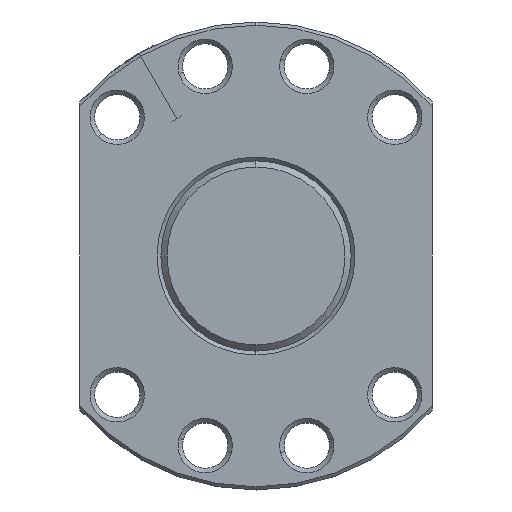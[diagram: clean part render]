
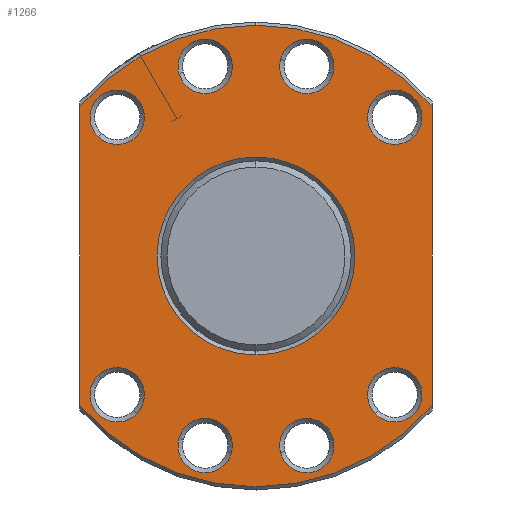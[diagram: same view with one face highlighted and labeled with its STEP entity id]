
A CAD part, left-side view. The second image highlights one B-rep face of the part: STEP entity #1266.
In plain terms, the highlighted planar face has unit normal (-1, 0, 0).
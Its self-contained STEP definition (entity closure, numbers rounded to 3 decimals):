
#452=EDGE_CURVE('',#1226,#584,#1299,.T.);
#462=VERTEX_POINT('',#1309);
#478=VERTEX_POINT('',#1327);
#480=EDGE_CURVE('',#900,#518,#1329,.T.);
#482=EDGE_CURVE('',#1068,#462,#1331,.T.);
#484=EDGE_CURVE('',#616,#628,#1333,.T.);
#490=VERTEX_POINT('',#1339);
#510=VERTEX_POINT('',#1361);
#512=VERTEX_POINT('',#1363);
#518=VERTEX_POINT('',#1369);
#528=EDGE_CURVE('',#1040,#510,#1382,.T.);
#568=VERTEX_POINT('',#1423);
#584=VERTEX_POINT('',#1439);
#590=EDGE_CURVE('',#888,#762,#1445,.T.);
#616=VERTEX_POINT('',#1476);
#628=VERTEX_POINT('',#1488);
#666=EDGE_CURVE('',#1214,#900,#1531,.T.);
#690=VERTEX_POINT('',#1558);
#696=VERTEX_POINT('',#1564);
#734=EDGE_CURVE('',#872,#478,#1608,.T.);
#740=EDGE_CURVE('',#628,#616,#1614,.T.);
#744=EDGE_CURVE('',#490,#568,#1618,.T.);
#762=VERTEX_POINT('',#1636);
#772=EDGE_CURVE('',#876,#1246,#1646,.T.);
#802=EDGE_CURVE('',#510,#1040,#1681,.T.);
#810=EDGE_CURVE('',#1246,#876,#1689,.T.);
#848=EDGE_CURVE('',#690,#696,#1730,.T.);
#872=VERTEX_POINT('',#1758);
#876=VERTEX_POINT('',#1763);
#882=EDGE_CURVE('',#478,#512,#1769,.T.);
#888=VERTEX_POINT('',#1775);
#900=VERTEX_POINT('',#1788);
#920=EDGE_CURVE('',#584,#1226,#1808,.T.);
#928=EDGE_CURVE('',#962,#1036,#1816,.T.);
#958=EDGE_CURVE('',#696,#690,#1853,.T.);
#962=VERTEX_POINT('',#1857);
#978=EDGE_CURVE('',#1036,#962,#1874,.T.);
#1036=VERTEX_POINT('',#1945);
#1040=VERTEX_POINT('',#1949);
#1068=VERTEX_POINT('',#1979);
#1076=EDGE_CURVE('',#568,#490,#1988,.T.);
#1102=EDGE_CURVE('',#872,#518,#2016,.T.);
#1122=EDGE_CURVE('',#462,#1068,#2038,.T.);
#1176=EDGE_CURVE('',#1214,#512,#2101,.T.);
#1180=EDGE_CURVE('',#762,#888,#2105,.T.);
#1214=VERTEX_POINT('',#2152);
#1226=VERTEX_POINT('',#2166);
#1246=VERTEX_POINT('',#2189);
#1266=ADVANCED_FACE('',(#2212,#2213,#2214,#2215,#2216,#2217,#2218,#2219,#2220,#2221),#2222,.T.);
#1299=CIRCLE('',#2248,5.4);
#1309=CARTESIAN_POINT('',(465.0,15.31,-36.273));
#1327=CARTESIAN_POINT('',(465.0,0.,-45.872));
#1329=CIRCLE('',#2291,45.872);
#1331=CIRCLE('',#2294,5.4);
#1333=CIRCLE('',#2297,5.4);
#1339=CARTESIAN_POINT('',(465.0,-15.31,36.273));
#1361=CARTESIAN_POINT('',(465.0,0.0,19.656));
#1363=CARTESIAN_POINT('',(465.0,35.0,-29.652));
#1369=CARTESIAN_POINT('',(465.0,-35.0,29.652));
#1382=CIRCLE('',#2357,19.656);
#1423=CARTESIAN_POINT('',(465.0,-4.878,39.069));
#1439=CARTESIAN_POINT('',(465.0,-4.878,-39.069));
#1445=CIRCLE('',#2478,5.4);
#1476=CARTESIAN_POINT('',(465.0,-31.396,23.759));
#1488=CARTESIAN_POINT('',(465.0,-23.759,31.396));
#1531=CIRCLE('',#2589,45.872);
#1558=CARTESIAN_POINT('',(465.0,-31.396,-23.759));
#1564=CARTESIAN_POINT('',(465.0,-23.759,-31.396));
#1608=CIRCLE('',#2730,45.872);
#1614=CIRCLE('',#2741,5.4);
#1618=CIRCLE('',#2746,5.4);
#1636=CARTESIAN_POINT('',(465.0,23.759,-31.396));
#1646=CIRCLE('',#2794,5.4);
#1681=CIRCLE('',#2834,19.656);
#1689=CIRCLE('',#2846,5.4);
#1730=CIRCLE('',#2903,5.4);
#1758=CARTESIAN_POINT('',(465.0,-35.0,-29.652));
#1763=CARTESIAN_POINT('',(465.0,23.759,31.396));
#1769=CIRCLE('',#2995,45.872);
#1775=CARTESIAN_POINT('',(465.0,31.396,-23.759));
#1788=CARTESIAN_POINT('',(465.0,0.,45.872));
#1808=CIRCLE('',#3048,5.4);
#1816=CIRCLE('',#3070,5.4);
#1853=CIRCLE('',#3112,5.4);
#1857=CARTESIAN_POINT('',(465.0,4.878,39.069));
#1874=CIRCLE('',#3148,5.4);
#1945=CARTESIAN_POINT('',(465.0,15.31,36.273));
#1949=CARTESIAN_POINT('',(465.0,0.,-19.656));
#1979=CARTESIAN_POINT('',(465.0,4.878,-39.069));
#1988=CIRCLE('',#3292,5.4);
#2016=LINE('',#3332,#3333);
#2038=CIRCLE('',#3364,5.4);
#2101=LINE('',#3455,#3456);
#2105=CIRCLE('',#3463,5.4);
#2152=CARTESIAN_POINT('',(465.0,35.0,29.652));
#2166=CARTESIAN_POINT('',(465.0,-15.31,-36.273));
#2189=CARTESIAN_POINT('',(465.0,31.396,23.759));
#2212=FACE_BOUND('',#3580,.T.);
#2213=FACE_OUTER_BOUND('',#3581,.T.);
#2214=FACE_BOUND('',#3582,.T.);
#2215=FACE_BOUND('',#3583,.T.);
#2216=FACE_BOUND('',#3584,.T.);
#2217=FACE_BOUND('',#3585,.T.);
#2218=FACE_BOUND('',#3586,.T.);
#2219=FACE_BOUND('',#3587,.T.);
#2220=FACE_BOUND('',#3588,.T.);
#2221=FACE_BOUND('',#3589,.T.);
#2222=PLANE('',#3590);
#2248=AXIS2_PLACEMENT_3D('',#3615,#3616,#3617);
#2291=AXIS2_PLACEMENT_3D('',#3650,#3651,#3652);
#2294=AXIS2_PLACEMENT_3D('',#3653,#3654,#3655);
#2297=AXIS2_PLACEMENT_3D('',#3656,#3657,#3658);
#2357=AXIS2_PLACEMENT_3D('',#3708,#3709,#3710);
#2478=AXIS2_PLACEMENT_3D('',#3750,#3751,#3752);
#2589=AXIS2_PLACEMENT_3D('',#3860,#3861,#3862);
#2730=AXIS2_PLACEMENT_3D('',#3958,#3959,#3960);
#2741=AXIS2_PLACEMENT_3D('',#3963,#3964,#3965);
#2746=AXIS2_PLACEMENT_3D('',#3966,#3967,#3968);
#2794=AXIS2_PLACEMENT_3D('',#3986,#3987,#3988);
#2834=AXIS2_PLACEMENT_3D('',#4031,#4032,#4033);
#2846=AXIS2_PLACEMENT_3D('',#4038,#4039,#4040);
#2903=AXIS2_PLACEMENT_3D('',#4085,#4086,#4087);
#2995=AXIS2_PLACEMENT_3D('',#4140,#4141,#4142);
#3048=AXIS2_PLACEMENT_3D('',#4169,#4170,#4171);
#3070=AXIS2_PLACEMENT_3D('',#4176,#4177,#4178);
#3112=AXIS2_PLACEMENT_3D('',#4237,#4238,#4239);
#3148=AXIS2_PLACEMENT_3D('',#4260,#4261,#4262);
#3292=AXIS2_PLACEMENT_3D('',#4427,#4428,#4429);
#3332=CARTESIAN_POINT('',(465.0,-35.0,11.468));
#3333=VECTOR('',#4467,1.0);
#3364=AXIS2_PLACEMENT_3D('',#4496,#4497,#4498);
#3455=CARTESIAN_POINT('',(465.0,35.0,11.468));
#3456=VECTOR('',#4601,1.0);
#3463=AXIS2_PLACEMENT_3D('',#4603,#4604,#4605);
#3580=EDGE_LOOP('',(#4742,#4743));
#3581=EDGE_LOOP('',(#4744,#4745,#4746,#4747,#4748,#4749));
#3582=EDGE_LOOP('',(#4750,#4751));
#3583=EDGE_LOOP('',(#4752,#4753));
#3584=EDGE_LOOP('',(#4754,#4755));
#3585=EDGE_LOOP('',(#4756,#4757));
#3586=EDGE_LOOP('',(#4758,#4759));
#3587=EDGE_LOOP('',(#4760,#4761));
#3588=EDGE_LOOP('',(#4762,#4763));
#3589=EDGE_LOOP('',(#4764,#4765));
#3590=AXIS2_PLACEMENT_3D('',#4766,#4767,#4768);
#3615=CARTESIAN_POINT('',(465.0,-10.094,-37.671));
#3616=DIRECTION('',(1.0,0.0,0.));
#3617=DIRECTION('',(0.,-0.966,0.259));
#3650=CARTESIAN_POINT('',(465.0,0.0,0.0));
#3651=DIRECTION('',(1.0,0.0,-0.0));
#3652=DIRECTION('',(0.0,0.0,1.0));
#3653=CARTESIAN_POINT('',(465.0,10.094,-37.671));
#3654=DIRECTION('',(1.0,0.0,0.));
#3655=DIRECTION('',(0.,-0.966,-0.259));
#3656=CARTESIAN_POINT('',(465.0,-27.577,27.577));
#3657=DIRECTION('',(1.0,0.0,0.));
#3658=DIRECTION('',(0.,0.707,0.707));
#3708=CARTESIAN_POINT('',(465.0,0.0,0.0));
#3709=DIRECTION('',(1.0,0.0,0.));
#3710=DIRECTION('',(0.,0.0,1.0));
#3750=CARTESIAN_POINT('',(465.0,27.577,-27.577));
#3751=DIRECTION('',(1.0,0.0,0.));
#3752=DIRECTION('',(0.,-0.707,-0.707));
#3860=CARTESIAN_POINT('',(465.0,0.0,0.0));
#3861=DIRECTION('',(1.0,0.0,-0.0));
#3862=DIRECTION('',(0.0,0.0,1.0));
#3958=CARTESIAN_POINT('',(465.0,0.0,0.0));
#3959=DIRECTION('',(1.0,0.0,-0.0));
#3960=DIRECTION('',(0.0,0.0,1.0));
#3963=CARTESIAN_POINT('',(465.0,-27.577,27.577));
#3964=DIRECTION('',(1.0,0.0,0.));
#3965=DIRECTION('',(0.,0.707,0.707));
#3966=CARTESIAN_POINT('',(465.0,-10.094,37.671));
#3967=DIRECTION('',(1.0,0.0,0.));
#3968=DIRECTION('',(0.,0.966,0.259));
#3986=CARTESIAN_POINT('',(465.0,27.577,27.577));
#3987=DIRECTION('',(1.0,0.0,0.));
#3988=DIRECTION('',(0.,0.707,-0.707));
#4031=CARTESIAN_POINT('',(465.0,0.0,0.0));
#4032=DIRECTION('',(1.0,0.0,0.));
#4033=DIRECTION('',(0.,0.0,1.0));
#4038=CARTESIAN_POINT('',(465.0,27.577,27.577));
#4039=DIRECTION('',(1.0,0.0,0.));
#4040=DIRECTION('',(0.,0.707,-0.707));
#4085=CARTESIAN_POINT('',(465.0,-27.577,-27.577));
#4086=DIRECTION('',(1.0,0.0,0.));
#4087=DIRECTION('',(0.,-0.707,0.707));
#4140=CARTESIAN_POINT('',(465.0,0.0,0.0));
#4141=DIRECTION('',(1.0,0.0,-0.0));
#4142=DIRECTION('',(0.0,0.0,1.0));
#4169=CARTESIAN_POINT('',(465.0,-10.094,-37.671));
#4170=DIRECTION('',(1.0,0.0,0.));
#4171=DIRECTION('',(0.,-0.966,0.259));
#4176=CARTESIAN_POINT('',(465.0,10.094,37.671));
#4177=DIRECTION('',(1.0,0.0,0.));
#4178=DIRECTION('',(0.,0.966,-0.259));
#4237=CARTESIAN_POINT('',(465.0,-27.577,-27.577));
#4238=DIRECTION('',(1.0,0.0,0.));
#4239=DIRECTION('',(0.,-0.707,0.707));
#4260=CARTESIAN_POINT('',(465.0,10.094,37.671));
#4261=DIRECTION('',(1.0,0.0,0.));
#4262=DIRECTION('',(0.,0.966,-0.259));
#4427=CARTESIAN_POINT('',(465.0,-10.094,37.671));
#4428=DIRECTION('',(1.0,0.0,0.));
#4429=DIRECTION('',(0.,0.966,0.259));
#4467=DIRECTION('',(0.,0.0,1.0));
#4496=CARTESIAN_POINT('',(465.0,10.094,-37.671));
#4497=DIRECTION('',(1.0,0.0,0.));
#4498=DIRECTION('',(0.,-0.966,-0.259));
#4601=DIRECTION('',(0.,0.0,-1.0));
#4603=CARTESIAN_POINT('',(465.0,27.577,-27.577));
#4604=DIRECTION('',(1.0,0.0,0.));
#4605=DIRECTION('',(0.,-0.707,-0.707));
#4742=ORIENTED_EDGE('',*,*,#802,.T.);
#4743=ORIENTED_EDGE('',*,*,#528,.T.);
#4744=ORIENTED_EDGE('',*,*,#1176,.T.);
#4745=ORIENTED_EDGE('',*,*,#882,.F.);
#4746=ORIENTED_EDGE('',*,*,#734,.F.);
#4747=ORIENTED_EDGE('',*,*,#1102,.T.);
#4748=ORIENTED_EDGE('',*,*,#480,.F.);
#4749=ORIENTED_EDGE('',*,*,#666,.F.);
#4750=ORIENTED_EDGE('',*,*,#848,.T.);
#4751=ORIENTED_EDGE('',*,*,#958,.T.);
#4752=ORIENTED_EDGE('',*,*,#452,.T.);
#4753=ORIENTED_EDGE('',*,*,#920,.T.);
#4754=ORIENTED_EDGE('',*,*,#482,.T.);
#4755=ORIENTED_EDGE('',*,*,#1122,.T.);
#4756=ORIENTED_EDGE('',*,*,#1180,.T.);
#4757=ORIENTED_EDGE('',*,*,#590,.T.);
#4758=ORIENTED_EDGE('',*,*,#810,.T.);
#4759=ORIENTED_EDGE('',*,*,#772,.T.);
#4760=ORIENTED_EDGE('',*,*,#978,.T.);
#4761=ORIENTED_EDGE('',*,*,#928,.T.);
#4762=ORIENTED_EDGE('',*,*,#1076,.T.);
#4763=ORIENTED_EDGE('',*,*,#744,.T.);
#4764=ORIENTED_EDGE('',*,*,#740,.T.);
#4765=ORIENTED_EDGE('',*,*,#484,.T.);
#4766=CARTESIAN_POINT('',(465.0,0.0,22.936));
#4767=DIRECTION('',(-1.0,0.0,0.));
#4768=DIRECTION('',(0.,0.0,-1.0));
